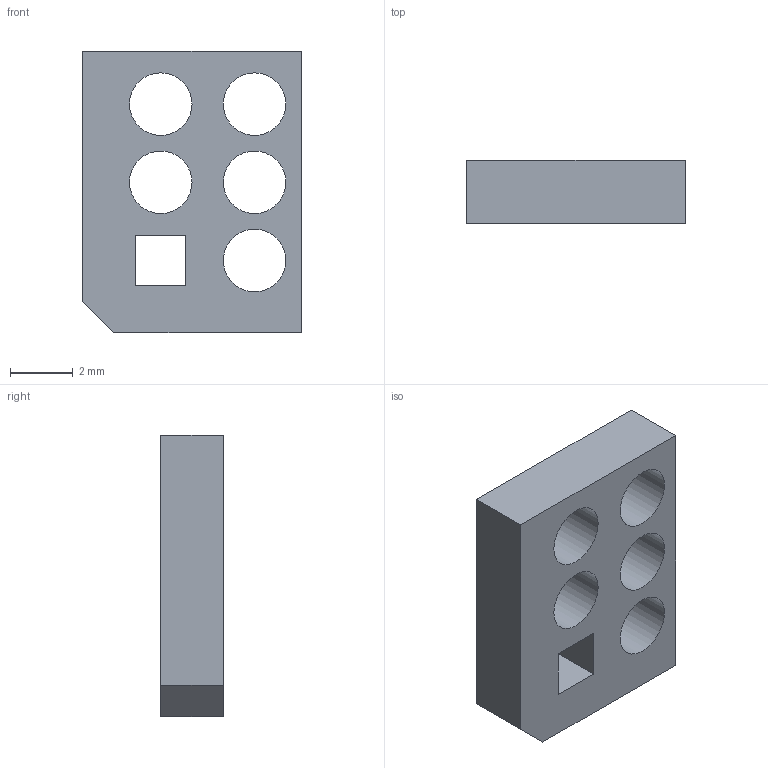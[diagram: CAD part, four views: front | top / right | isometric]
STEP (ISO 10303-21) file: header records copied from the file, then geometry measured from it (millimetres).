
FILE_DESCRIPTION(/* description */ (''),/* implementation_level */ '2;1');
FILE_NAME(/* name */ 'Contact.stp',/* time_stamp */ '2020-05-19T07:44:25-07:00',/* author */ ('Сергей'),/* organization */ (''),/* preprocessor_version */ 'ST-DEVELOPER v16.13',/* originating_system */ 'Autodesk Inventor 2018',/* authorisation */ '');
FILE_SCHEMA (('AUTOMOTIVE_DESIGN { 1 0 10303 214 3 1 1 }'));
Length unit declared in the file: millimetre
Products named in the file (1): Contact
Bounding box: 7 x 2 x 9 mm (x, y, z)
Volume: 88.5 mm3; surface area: 226.9 mm2
Topology: 1 solids, 1 shells, 16 faces, 42 edges, 28 vertices
Faces by surface type: plane 11, cylinder 5
Full cylindrical faces by diameter (mm): 2 x5
Entity records: 534 total; most frequent: CARTESIAN_POINT 82, DIRECTION 81, ORIENTED_EDGE 74, EDGE_CURVE 37, EDGE_LOOP 33, VERTEX_POINT 28, LINE 27, VECTOR 27
